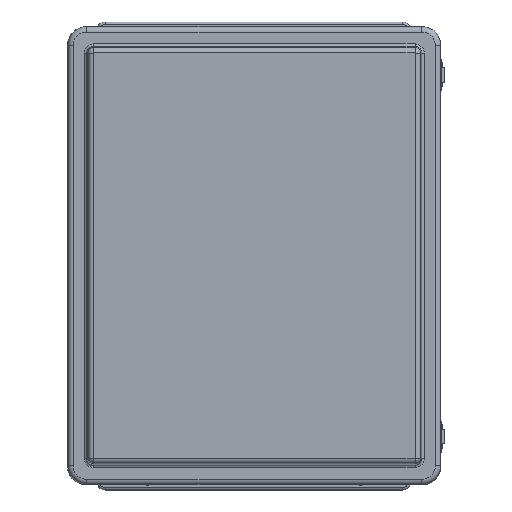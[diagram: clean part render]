
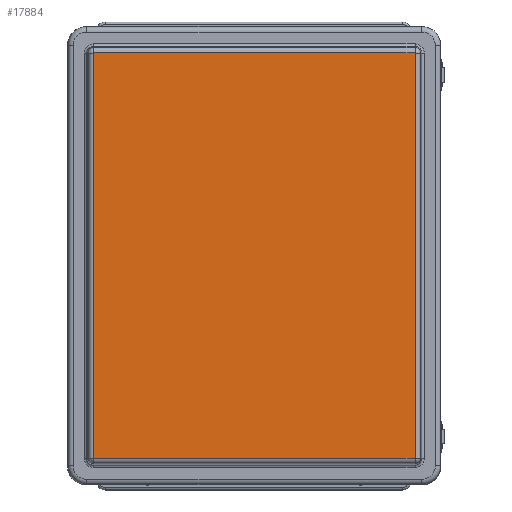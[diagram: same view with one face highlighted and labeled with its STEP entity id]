
A CAD part, top view. The second image highlights one B-rep face of the part: STEP entity #17884.
In plain terms, the highlighted planar face has unit normal (0, 0, 1).
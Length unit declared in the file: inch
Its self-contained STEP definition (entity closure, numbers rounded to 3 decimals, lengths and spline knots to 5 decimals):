
#1527=LINE($,#29661,#2964);
#1530=LINE($,#29668,#2967);
#1531=LINE($,#29701,#2968);
#1534=LINE($,#29708,#2971);
#2964=VECTOR($,#23817,19.03893);
#2967=VECTOR($,#23824,15.124);
#2968=VECTOR($,#23841,15.124);
#2971=VECTOR($,#23848,19.03893);
#3701=PLANE($,#19557);
#5395=FACE_OUTER_BOUND($,#6751,.T.);
#6751=EDGE_LOOP($,(#15593,#15594,#15595,#15596,#15597,#15598,#15599,#15600));
#7727=CIRCLE($,#19532,0.00858);
#7733=CIRCLE($,#19540,0.00858);
#7737=CIRCLE($,#19544,0.00858);
#7741=CIRCLE($,#19550,0.00858);
#9225=VERTEX_POINT($,#29650);
#9226=VERTEX_POINT($,#29652);
#9229=VERTEX_POINT($,#29659);
#9230=VERTEX_POINT($,#29664);
#9233=VERTEX_POINT($,#29679);
#9234=VERTEX_POINT($,#29692);
#9237=VERTEX_POINT($,#29699);
#9238=VERTEX_POINT($,#29704);
#11436=EDGE_CURVE($,#9225,#9226,#7727,.T.);
#11440=EDGE_CURVE($,#9229,#9225,#1527,.T.);
#11444=EDGE_CURVE($,#9226,#9230,#1530,.T.);
#11446=EDGE_CURVE($,#9233,#9229,#7733,.T.);
#11450=EDGE_CURVE($,#9230,#9234,#7737,.T.);
#11452=EDGE_CURVE($,#9237,#9233,#1531,.T.);
#11456=EDGE_CURVE($,#9234,#9238,#1534,.T.);
#11458=EDGE_CURVE($,#9238,#9237,#7741,.T.);
#15593=ORIENTED_EDGE($,*,*,#11436,.F.);
#15594=ORIENTED_EDGE($,*,*,#11440,.F.);
#15595=ORIENTED_EDGE($,*,*,#11446,.F.);
#15596=ORIENTED_EDGE($,*,*,#11452,.F.);
#15597=ORIENTED_EDGE($,*,*,#11458,.F.);
#15598=ORIENTED_EDGE($,*,*,#11456,.F.);
#15599=ORIENTED_EDGE($,*,*,#11450,.F.);
#15600=ORIENTED_EDGE($,*,*,#11444,.F.);
#17884=ADVANCED_FACE($,(#5395),#3701,.T.);
#19532=AXIS2_PLACEMENT_3D($,#29653,#23807,#23808);
#19540=AXIS2_PLACEMENT_3D($,#29681,#23827,#23828);
#19544=AXIS2_PLACEMENT_3D($,#29696,#23835,#23836);
#19550=AXIS2_PLACEMENT_3D($,#29719,#23851,#23852);
#19557=AXIS2_PLACEMENT_3D($,#29738,#23872,#23873);
#23807=DIRECTION('center_axis',(0.,0.,-1.));
#23808=DIRECTION('ref_axis',(0.707,-0.707,0.));
#23817=DIRECTION($,(0.,-1.,0.));
#23824=DIRECTION($,(-1.,0.,0.));
#23827=DIRECTION('center_axis',(0.,0.,-1.));
#23828=DIRECTION('ref_axis',(0.707,0.707,0.));
#23835=DIRECTION('center_axis',(0.,0.,-1.));
#23836=DIRECTION('ref_axis',(-0.707,-0.707,0.));
#23841=DIRECTION($,(1.,0.,0.));
#23848=DIRECTION($,(0.,1.,0.));
#23851=DIRECTION('center_axis',(0.,0.,-1.));
#23852=DIRECTION('ref_axis',(-0.707,0.707,0.));
#23872=DIRECTION('center_axis',(0.,0.,1.));
#23873=DIRECTION('ref_axis',(1.,0.,0.));
#29650=CARTESIAN_POINT('',(7.57058,-9.51947,2.625));
#29652=CARTESIAN_POINT('',(7.562,-9.52804,2.625));
#29653=CARTESIAN_POINT('Origin',(7.562,-9.51947,2.625));
#29659=CARTESIAN_POINT('',(7.57058,9.51947,2.625));
#29661=CARTESIAN_POINT($,(7.57058,9.51947,2.625));
#29664=CARTESIAN_POINT('',(-7.562,-9.52804,2.625));
#29668=CARTESIAN_POINT($,(7.562,-9.52804,2.625));
#29679=CARTESIAN_POINT('',(7.562,9.52804,2.625));
#29681=CARTESIAN_POINT('Origin',(7.562,9.51947,2.625));
#29692=CARTESIAN_POINT('',(-7.57058,-9.51947,2.625));
#29696=CARTESIAN_POINT('Origin',(-7.562,-9.51947,2.625));
#29699=CARTESIAN_POINT('',(-7.562,9.52804,2.625));
#29701=CARTESIAN_POINT($,(-7.562,9.52804,2.625));
#29704=CARTESIAN_POINT('',(-7.57058,9.51947,2.625));
#29708=CARTESIAN_POINT($,(-7.57058,-9.51947,2.625));
#29719=CARTESIAN_POINT('Origin',(-7.562,9.51947,2.625));
#29738=CARTESIAN_POINT('Origin',(0.,0.,2.625));
